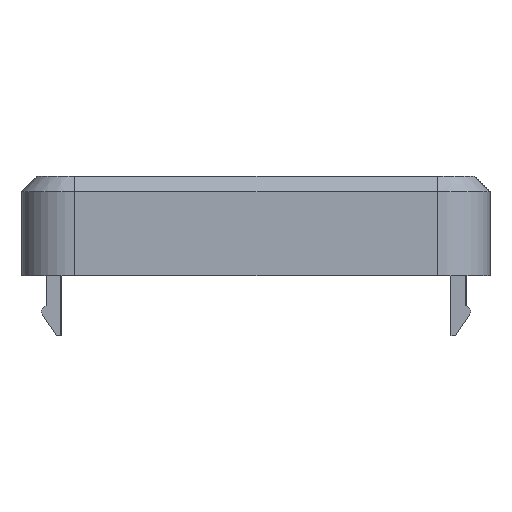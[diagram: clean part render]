
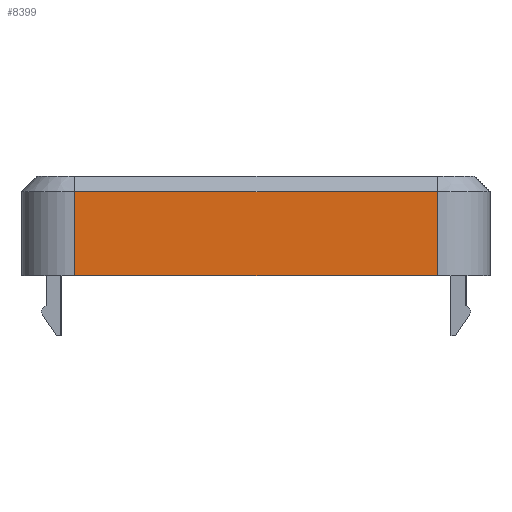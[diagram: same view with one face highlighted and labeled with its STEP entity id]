
A CAD part, left-side view. The second image highlights one B-rep face of the part: STEP entity #8399.
In plain terms, the highlighted planar face has unit normal (-1, 0, 0).
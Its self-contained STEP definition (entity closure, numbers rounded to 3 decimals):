
#843=PLANE('',#8706);
#1275=FACE_OUTER_BOUND('',#1756,.T.);
#1756=EDGE_LOOP('',(#7843,#7844,#7845,#7846));
#2461=LINE('',#15629,#3268);
#2548=LINE('',#15814,#3355);
#2563=LINE('',#15849,#3370);
#2564=LINE('',#15851,#3371);
#3268=VECTOR('',#9819,10.);
#3355=VECTOR('',#10000,10.);
#3370=VECTOR('',#10043,10.);
#3371=VECTOR('',#10046,10.);
#4201=VERTEX_POINT('',#15626);
#4202=VERTEX_POINT('',#15628);
#4252=VERTEX_POINT('',#15808);
#4253=VERTEX_POINT('',#15812);
#5359=EDGE_CURVE('',#4201,#4202,#2461,.T.);
#5450=EDGE_CURVE('',#4253,#4252,#2548,.T.);
#5468=EDGE_CURVE('',#4252,#4201,#2563,.T.);
#5469=EDGE_CURVE('',#4202,#4253,#2564,.T.);
#7843=ORIENTED_EDGE('',*,*,#5450,.F.);
#7844=ORIENTED_EDGE('',*,*,#5469,.F.);
#7845=ORIENTED_EDGE('',*,*,#5359,.F.);
#7846=ORIENTED_EDGE('',*,*,#5468,.F.);
#8399=ADVANCED_FACE('',(#1275),#843,.T.);
#8706=AXIS2_PLACEMENT_3D('',#15850,#10044,#10045);
#9819=DIRECTION('',(0.,1.,0.));
#10000=DIRECTION('',(0.,-1.,0.));
#10043=DIRECTION('',(0.,0.,-1.));
#10044=DIRECTION('center_axis',(-1.,0.,0.));
#10045=DIRECTION('ref_axis',(0.,-1.,0.));
#10046=DIRECTION('',(0.,0.,1.));
#15626=CARTESIAN_POINT('',(-78.6,-12.1,2.));
#15628=CARTESIAN_POINT('',(-78.6,12.1,2.));
#15629=CARTESIAN_POINT('',(-78.6,-15.6,2.));
#15808=CARTESIAN_POINT('',(-78.6,-12.1,7.6));
#15812=CARTESIAN_POINT('',(-78.6,12.1,7.6));
#15814=CARTESIAN_POINT('',(-78.6,7.8,7.6));
#15849=CARTESIAN_POINT('',(-78.6,-12.1,2.));
#15850=CARTESIAN_POINT('Origin',(-78.6,15.6,2.));
#15851=CARTESIAN_POINT('',(-78.6,12.1,2.));
